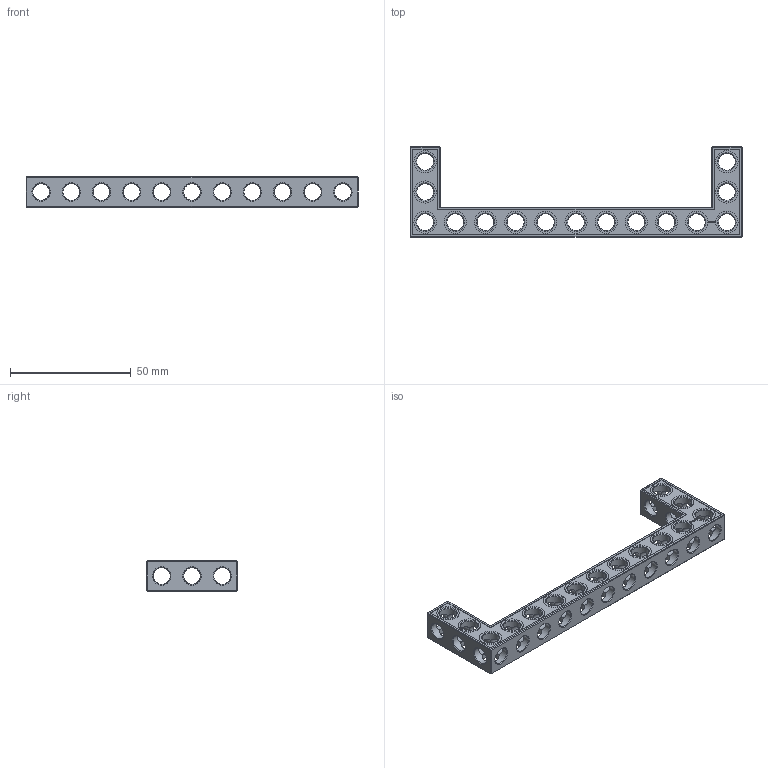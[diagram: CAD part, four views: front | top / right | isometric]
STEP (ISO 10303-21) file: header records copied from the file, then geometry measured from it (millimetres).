
FILE_DESCRIPTION(('FreeCAD Model'),'2;1');
FILE_NAME('Open CASCADE Shape Model','2022-02-26T14:54:46',('Author'),( ''),'Open CASCADE STEP processor 7.5','FreeCAD','Unknown');
FILE_SCHEMA(('AUTOMOTIVE_DESIGN { 1 0 10303 214 1 1 1 1 }'));
Products named in the file (1): Beam AGD ESS USH SYM BU11x03x01 - SPN-BEM-0462 (stemfie.org)
Bounding box: 137.5 x 37.5 x 12.5 mm (x, y, z)
Volume: 14649 mm3; surface area: 13215.4 mm2
Topology: 1 solids, 1 shells, 699 faces, 2037 edges, 1329 vertices
Faces by surface type: plane 394, extrusion 152, cylinder 91, cone 62
Full cylindrical faces by diameter (mm): 6.98 x8, 7 x68, 9.2 x15
Entity records: 73634 total; most frequent: CARTESIAN_POINT 34993, DIRECTION 6333, VECTOR 4414, LINE 4262, ORIENTED_EDGE 4074, PCURVE 4074, DEFINITIONAL_REPRESENTATION 4074, EDGE_CURVE 2037
